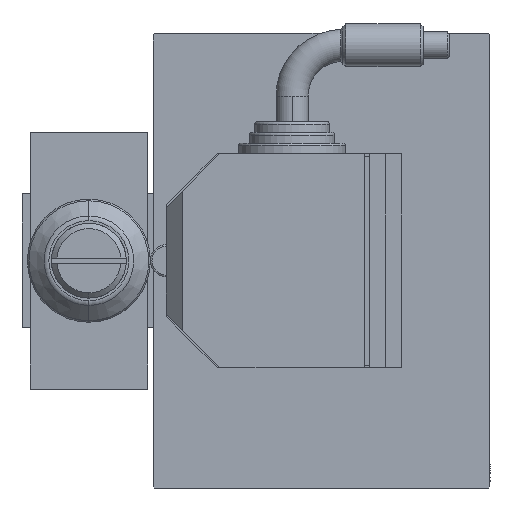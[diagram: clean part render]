
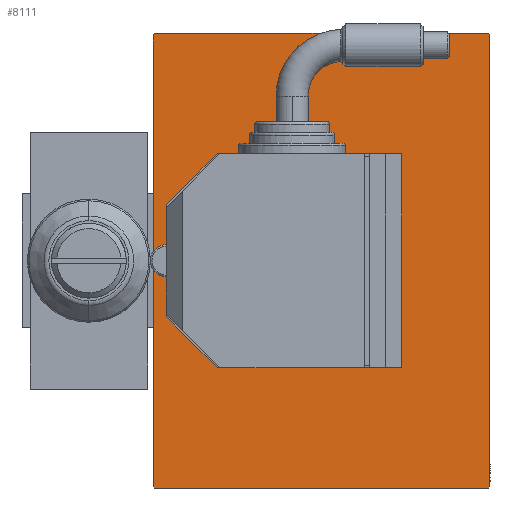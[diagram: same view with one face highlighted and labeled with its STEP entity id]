
A CAD part, left-side view. The second image highlights one B-rep face of the part: STEP entity #8111.
In plain terms, the highlighted face is planar.
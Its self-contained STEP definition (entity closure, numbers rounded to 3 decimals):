
#2166 = EDGE_CURVE ( 'NONE', #34181, #35249, #5229, .T. ) ;
#2306 = VERTEX_POINT ( 'NONE', #26714 ) ;
#2961 = CARTESIAN_POINT ( 'NONE',  ( 143., -36.85, 36.85 ) ) ;
#5229 = LINE ( 'NONE', #16877, #15794 ) ;
#6346 = CARTESIAN_POINT ( 'NONE',  ( 143., 31.2, -42.5 ) ) ;
#6930 = LINE ( 'NONE', #45182, #36528 ) ;
#7315 = EDGE_LOOP ( 'NONE', ( #49986, #32321, #28169, #17628, #20244, #43257, #31736, #13385 ) ) ;
#8111 = ADVANCED_FACE ( 'NONE', ( #29812 ), #17651, .T. ) ;
#8504 = VECTOR ( 'NONE', #9422, 1000. ) ;
#8923 = LINE ( 'NONE', #28419, #43467 ) ;
#9422 = DIRECTION ( 'NONE',  ( 0., -0.707, 0.707 ) ) ;
#9915 = CARTESIAN_POINT ( 'NONE',  ( 143., -31.2, -42.5 ) ) ;
#10825 = DIRECTION ( 'NONE',  ( 0., -0.707, -0.707 ) ) ;
#11292 = EDGE_CURVE ( 'NONE', #35249, #33305, #45525, .T. ) ;
#13385 = ORIENTED_EDGE ( 'NONE', *, *, #41200, .T. ) ;
#13880 = DIRECTION ( 'NONE',  ( 0., 0., -1. ) ) ;
#15794 = VECTOR ( 'NONE', #32335, 1000. ) ;
#16168 = EDGE_CURVE ( 'NONE', #2306, #34181, #16533, .T. ) ;
#16533 = LINE ( 'NONE', #21316, #8504 ) ;
#16615 = LINE ( 'NONE', #24448, #32301 ) ;
#16877 = CARTESIAN_POINT ( 'NONE',  ( 143., 31.5, 42.5 ) ) ;
#16911 = EDGE_CURVE ( 'NONE', #33305, #32192, #26176, .T. ) ;
#17565 = VECTOR ( 'NONE', #28164, 1000. ) ;
#17628 = ORIENTED_EDGE ( 'NONE', *, *, #16168, .T. ) ;
#17651 = PLANE ( 'NONE',  #31827 ) ;
#20244 = ORIENTED_EDGE ( 'NONE', *, *, #2166, .T. ) ;
#21068 = DIRECTION ( 'NONE',  ( 0., 1., 0. ) ) ;
#21316 = CARTESIAN_POINT ( 'NONE',  ( 143., 36.85, 36.85 ) ) ;
#21846 = EDGE_CURVE ( 'NONE', #23412, #2306, #6930, .T. ) ;
#23412 = VERTEX_POINT ( 'NONE', #25695 ) ;
#24448 = CARTESIAN_POINT ( 'NONE',  ( 143., 36.85, -36.85 ) ) ;
#24882 = VERTEX_POINT ( 'NONE', #6346 ) ;
#25695 = CARTESIAN_POINT ( 'NONE',  ( 143., 31.5, -42.2 ) ) ;
#26176 = LINE ( 'NONE', #37852, #27751 ) ;
#26714 = CARTESIAN_POINT ( 'NONE',  ( 143., 31.5, 42.2 ) ) ;
#26837 = EDGE_CURVE ( 'NONE', #24882, #23412, #16615, .T. ) ;
#27751 = VECTOR ( 'NONE', #34057, 1000. ) ;
#28164 = DIRECTION ( 'NONE',  ( 0., 0.707, -0.707 ) ) ;
#28169 = ORIENTED_EDGE ( 'NONE', *, *, #21846, .T. ) ;
#28419 = CARTESIAN_POINT ( 'NONE',  ( 143., -31.5, -42.5 ) ) ;
#29812 = FACE_OUTER_BOUND ( 'NONE', #7315, .T. ) ;
#31736 = ORIENTED_EDGE ( 'NONE', *, *, #16911, .T. ) ;
#31827 = AXIS2_PLACEMENT_3D ( 'NONE', #45271, #48567, #13880 ) ;
#32192 = VERTEX_POINT ( 'NONE', #41420 ) ;
#32223 = CARTESIAN_POINT ( 'NONE',  ( 143., -36.85, -36.85 ) ) ;
#32301 = VECTOR ( 'NONE', #47776, 1000. ) ;
#32321 = ORIENTED_EDGE ( 'NONE', *, *, #26837, .T. ) ;
#32335 = DIRECTION ( 'NONE',  ( 0., -1., 0. ) ) ;
#33305 = VERTEX_POINT ( 'NONE', #34015 ) ;
#34015 = CARTESIAN_POINT ( 'NONE',  ( 143., -31.5, 42.2 ) ) ;
#34057 = DIRECTION ( 'NONE',  ( 0., 0., -1. ) ) ;
#34181 = VERTEX_POINT ( 'NONE', #39789 ) ;
#35249 = VERTEX_POINT ( 'NONE', #40106 ) ;
#35760 = VECTOR ( 'NONE', #10825, 1000. ) ;
#36528 = VECTOR ( 'NONE', #48991, 1000. ) ;
#36547 = LINE ( 'NONE', #32223, #17565 ) ;
#37852 = CARTESIAN_POINT ( 'NONE',  ( 143., -31.5, 42.5 ) ) ;
#39037 = VERTEX_POINT ( 'NONE', #9915 ) ;
#39789 = CARTESIAN_POINT ( 'NONE',  ( 143., 31.2, 42.5 ) ) ;
#40106 = CARTESIAN_POINT ( 'NONE',  ( 143., -31.2, 42.5 ) ) ;
#41177 = EDGE_CURVE ( 'NONE', #39037, #24882, #8923, .T. ) ;
#41200 = EDGE_CURVE ( 'NONE', #32192, #39037, #36547, .T. ) ;
#41420 = CARTESIAN_POINT ( 'NONE',  ( 143., -31.5, -42.2 ) ) ;
#43257 = ORIENTED_EDGE ( 'NONE', *, *, #11292, .T. ) ;
#43467 = VECTOR ( 'NONE', #21068, 1000. ) ;
#45182 = CARTESIAN_POINT ( 'NONE',  ( 143., 31.5, -42.5 ) ) ;
#45271 = CARTESIAN_POINT ( 'NONE',  ( 143., 0., 0. ) ) ;
#45525 = LINE ( 'NONE', #2961, #35760 ) ;
#47776 = DIRECTION ( 'NONE',  ( 0., 0.707, 0.707 ) ) ;
#48567 = DIRECTION ( 'NONE',  ( 1., 0., 0. ) ) ;
#48991 = DIRECTION ( 'NONE',  ( 0., 0., 1. ) ) ;
#49986 = ORIENTED_EDGE ( 'NONE', *, *, #41177, .T. ) ;
